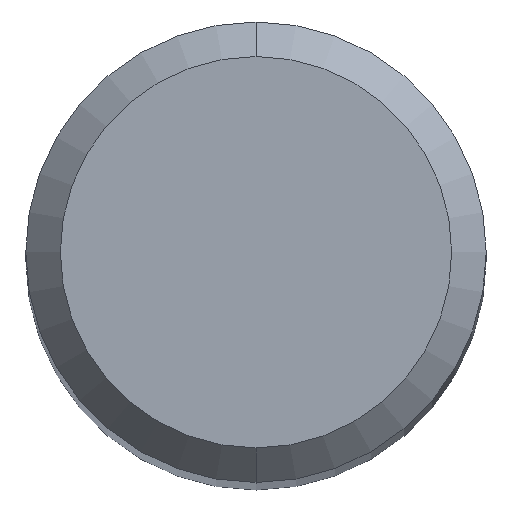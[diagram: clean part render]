
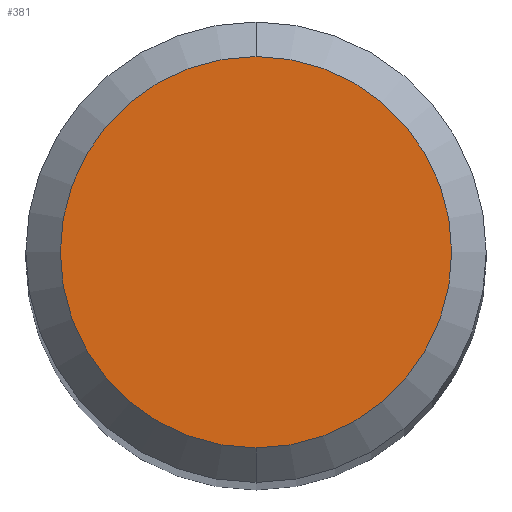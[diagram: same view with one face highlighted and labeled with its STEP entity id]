
A CAD part, top view. The second image highlights one B-rep face of the part: STEP entity #381.
In plain terms, the highlighted planar face has unit normal (0, 0, 1).
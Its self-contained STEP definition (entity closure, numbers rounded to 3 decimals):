
#365=VERTEX_POINT('',#1021);
#381=ADVANCED_FACE('',(#1039),#1040,.T.);
#605=EDGE_CURVE('',#635,#365,#1280,.T.);
#635=VERTEX_POINT('',#1312);
#661=EDGE_CURVE('',#365,#635,#1340,.T.);
#1021=CARTESIAN_POINT('',(0.,-1.7,0.0));
#1039=FACE_OUTER_BOUND('',#1929,.T.);
#1040=PLANE('',#1930);
#1280=CIRCLE('',#3059,1.7);
#1312=CARTESIAN_POINT('',(0.0,1.7,0.0));
#1340=CIRCLE('',#3310,1.7);
#1929=EDGE_LOOP('',(#4861,#4862));
#1930=AXIS2_PLACEMENT_3D('',#4863,#4864,#4865);
#3059=AXIS2_PLACEMENT_3D('',#5095,#5096,#5097);
#3310=AXIS2_PLACEMENT_3D('',#5154,#5155,#5156);
#4861=ORIENTED_EDGE('',*,*,#605,.F.);
#4862=ORIENTED_EDGE('',*,*,#661,.F.);
#4863=CARTESIAN_POINT('',(0.0,0.85,0.0));
#4864=DIRECTION('',(-0.0,0.0,1.0));
#4865=DIRECTION('',(0.0,-1.0,0.0));
#5095=CARTESIAN_POINT('',(0.0,0.0,0.0));
#5096=DIRECTION('',(0.0,0.0,-1.0));
#5097=DIRECTION('',(0.0,1.0,0.0));
#5154=CARTESIAN_POINT('',(0.0,0.0,0.0));
#5155=DIRECTION('',(0.0,0.0,-1.0));
#5156=DIRECTION('',(0.0,1.0,0.0));
